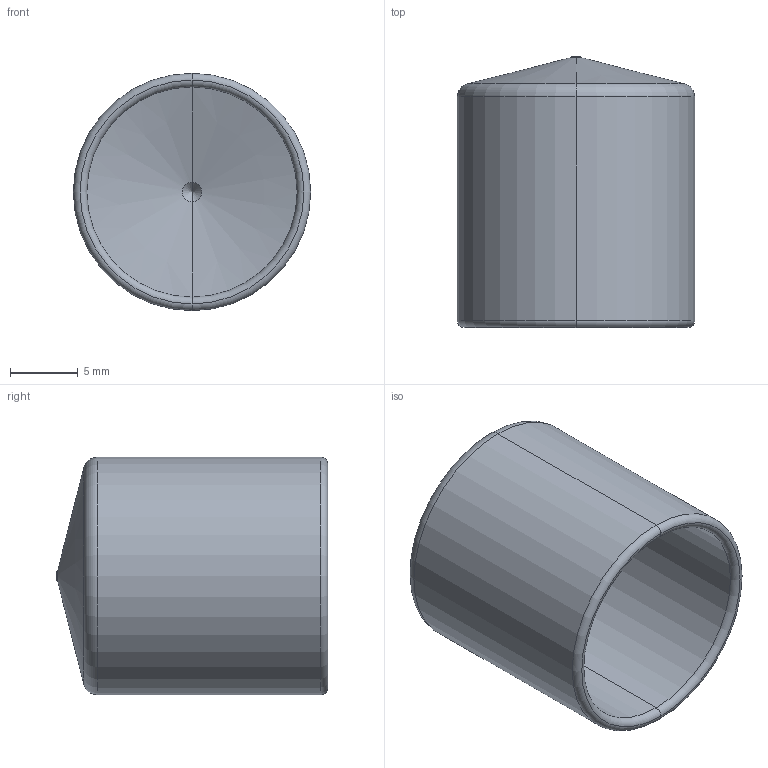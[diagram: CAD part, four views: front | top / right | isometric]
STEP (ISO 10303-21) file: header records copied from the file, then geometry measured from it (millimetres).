
FILE_DESCRIPTION (( 'STEP AP214' ), '1' );
FILE_NAME ('7017030011.STEP', '2024-03-06T22:48:52', ( '' ), ( '' ), 'SwSTEP 2.0', 'SolidWorks 2023', '' );
FILE_SCHEMA (( 'AUTOMOTIVE_DESIGN' ));
Length unit declared in the file: millimetre
Products named in the file (1): 7017030011
Bounding box: 17.5 x 20 x 17.5 mm (x, y, z)
Volume: 1110.5 mm3; surface area: 2265.1 mm2
Topology: 1 solids, 1 shells, 23 faces, 46 edges, 23 vertices
Faces by surface type: torus 10, cone 8, cylinder 4, plane 1
Entity records: 601 total; most frequent: DIRECTION 124, CARTESIAN_POINT 91, ORIENTED_EDGE 88, AXIS2_PLACEMENT_3D 56, EDGE_CURVE 44, CIRCLE 32, EDGE_LOOP 23, FACE_OUTER_BOUND 23
